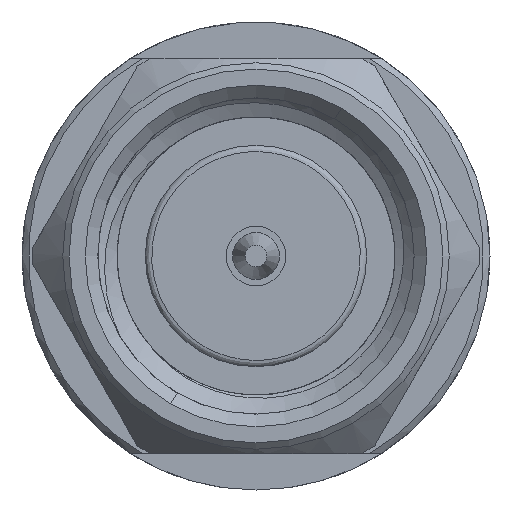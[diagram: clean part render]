
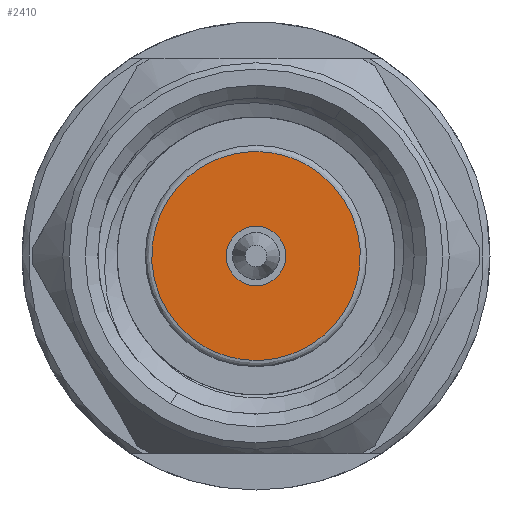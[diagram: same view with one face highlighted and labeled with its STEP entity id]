
A CAD part, left-side view. The second image highlights one B-rep face of the part: STEP entity #2410.
In plain terms, the highlighted planar face has unit normal (-1, 0, 0).
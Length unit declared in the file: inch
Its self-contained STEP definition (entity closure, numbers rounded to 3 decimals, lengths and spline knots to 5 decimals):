
#125 = FACE_BOUND ( 'NONE', #2274, .T. ) ;
#137 = EDGE_CURVE ( 'NONE', #3245, #2238, #3327, .T. ) ;
#304 = ORIENTED_EDGE ( 'NONE', *, *, #2459, .F. ) ;
#324 = CARTESIAN_POINT ( 'NONE',  ( 0.1, -0.10164, -0.15395 ) ) ;
#423 = ORIENTED_EDGE ( 'NONE', *, *, #137, .F. ) ;
#451 = AXIS2_PLACEMENT_3D ( 'NONE', #1177, #2879, #3545 ) ;
#478 = ORIENTED_EDGE ( 'NONE', *, *, #3731, .F. ) ;
#649 = AXIS2_PLACEMENT_3D ( 'NONE', #3952, #2366, #3377 ) ;
#670 = PLANE ( 'NONE',  #649 ) ;
#956 = CARTESIAN_POINT ( 'NONE',  ( 0.1, 0.04125, -0.07145 ) ) ;
#993 = CARTESIAN_POINT ( 'NONE',  ( 0.1, 0.18414, 0.01105 ) ) ;
#1177 = CARTESIAN_POINT ( 'NONE',  ( 0.1, 0., 0. ) ) ;
#1313 = CARTESIAN_POINT ( 'NONE',  ( 0.1, -0.04125, 0.07145 ) ) ;
#1685 = CARTESIAN_POINT ( 'NONE',  ( 0.1, 0.04125, -0.07145 ) ) ;
#1714 = CARTESIAN_POINT ( 'NONE',  ( 0.1, -0.04125, 0.07145 ) ) ;
#1766 =( BOUNDED_CURVE ( )  B_SPLINE_CURVE ( 3, ( #1714, #1943, #324, #4297 ),
 .UNSPECIFIED., .F., .F. ) 
 B_SPLINE_CURVE_WITH_KNOTS ( ( 4, 4 ),
 ( 0., 1. ),
 .UNSPECIFIED. ) 
 CURVE ( )  GEOMETRIC_REPRESENTATION_ITEM ( )  RATIONAL_B_SPLINE_CURVE ( ( 1., 0.333, 0.333, 1. ) ) 
 REPRESENTATION_ITEM ( '' )  );
#1943 = CARTESIAN_POINT ( 'NONE',  ( 0.1, -0.18414, -0.01105 ) ) ;
#2000 = CARTESIAN_POINT ( 'NONE',  ( 0.1, -0.04125, 0.07145 ) ) ;
#2092 = CIRCLE ( 'NONE', #451, 0.0235 ) ;
#2238 = VERTEX_POINT ( 'NONE', #2000 ) ;
#2274 = EDGE_LOOP ( 'NONE', ( #478 ) ) ;
#2366 = DIRECTION ( 'NONE',  ( 1., 0., 0. ) ) ;
#2410 = ADVANCED_FACE ( 'NONE', ( #125, #2848 ), #670, .F. ) ;
#2459 = EDGE_CURVE ( 'NONE', #2238, #3245, #1766, .T. ) ;
#2848 = FACE_OUTER_BOUND ( 'NONE', #2854, .T. ) ;
#2854 = EDGE_LOOP ( 'NONE', ( #423, #304 ) ) ;
#2879 = DIRECTION ( 'NONE',  ( -1., 0., 0. ) ) ;
#3245 = VERTEX_POINT ( 'NONE', #1685 ) ;
#3327 =( BOUNDED_CURVE ( )  B_SPLINE_CURVE ( 3, ( #956, #993, #3376, #1313 ),
 .UNSPECIFIED., .F., .F. ) 
 B_SPLINE_CURVE_WITH_KNOTS ( ( 4, 4 ),
 ( 0., 1. ),
 .UNSPECIFIED. ) 
 CURVE ( )  GEOMETRIC_REPRESENTATION_ITEM ( )  RATIONAL_B_SPLINE_CURVE ( ( 1., 0.333, 0.333, 1. ) ) 
 REPRESENTATION_ITEM ( '' )  );
#3376 = CARTESIAN_POINT ( 'NONE',  ( 0.1, 0.10164, 0.15395 ) ) ;
#3377 = DIRECTION ( 'NONE',  ( 0., 0.5, -0.866 ) ) ;
#3405 = CARTESIAN_POINT ( 'NONE',  ( 0.1, 0.01175, -0.02035 ) ) ;
#3545 = DIRECTION ( 'NONE',  ( 0., 0.5, -0.866 ) ) ;
#3731 = EDGE_CURVE ( 'NONE', #4034, #4034, #2092, .T. ) ;
#3952 = CARTESIAN_POINT ( 'NONE',  ( 0.1, 0., 0. ) ) ;
#4034 = VERTEX_POINT ( 'NONE', #3405 ) ;
#4297 = CARTESIAN_POINT ( 'NONE',  ( 0.1, 0.04125, -0.07145 ) ) ;
